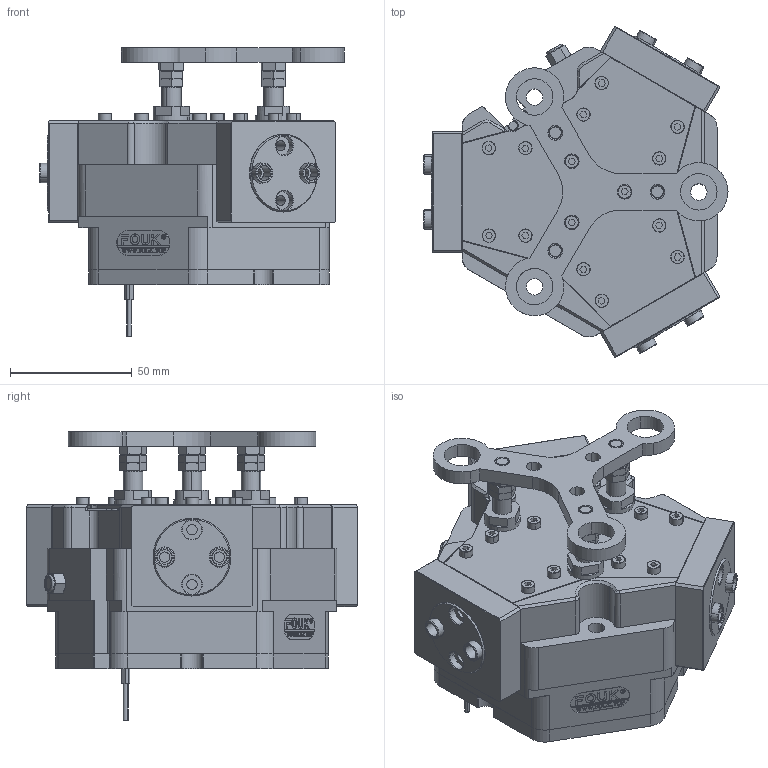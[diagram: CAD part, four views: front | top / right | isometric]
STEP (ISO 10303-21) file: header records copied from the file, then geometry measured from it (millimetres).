
FILE_DESCRIPTION (( 'STEP AP203' ), '1' );
FILE_NAME ('TZF70-C40.STEP', '2026-03-27T04:37:51', ( '' ), ( '' ), 'SwSTEP 2.0', 'SolidWorks 2018', '' );
FILE_SCHEMA (( 'CONFIG_CONTROL_DESIGN' ));
Length unit declared in the file: millimetre
Products named in the file (17): ﾏ擎ﾗ8｡ﾁ6｡ﾁ6; 内六角圆柱头螺钉[GBT70_1-2008][M3×8]; 内六角圆柱头螺钉[GBT70_1-2008][M4×12]; TRF45-01 忒硌薊极.step; 内六角沉头螺钉[GBT70_3-2008][M4×12×8]; FZ70-125-M-07 芢裝-1; TZF70-C40; 棠羲換覜ん; TZF70-01 褲极; FZ70-125-M-08 芢蹋啣-1; TZF70-03 奻葡裔啣; 坶踡蹟譫; FZ70-125-MX-05 菁裔啣; BSLMM5; 25x10-R5; 六角薄螺母_A级和B级[GBT6172_1-2000][M6]; TRF45-02 耜猾极.step
Assembly tree (57 placements, depth 2):
  TZF70-C40
    TZF70-01 褲极
    FZ70-125-MX-05 菁裔啣
    TRF45-01 忒硌薊极.step  x3
    TRF45-02 耜猾极.step  x3
    TZF70-03 奻葡裔啣
    内六角圆柱头螺钉[GBT70_1-2008][M3×8]  x15
    内六角圆柱头螺钉[GBT70_1-2008][M4×12]
    坶踡蹟譫  x3
    FZ70-125-M-07 芢裝-1  x3
    FZ70-125-M-08 芢蹋啣-1
    ﾏ擎ﾗ8｡ﾁ6｡ﾁ6  x6
    内六角沉头螺钉[GBT70_3-2008][M4×12×8]  x6
    棠羲換覜ん  x2
    25x10-R5
    BSLMM5
    六角薄螺母_A级和B级[GBT6172_1-2000][M6]  x9
Bounding box: 125 x 136.17 x 118.54 mm (x, y, z)
Volume: 571160.5 mm3; surface area: 147495.8 mm2
Topology: 57 solids, 57 shells, 2211 faces, 5406 edges, 3397 vertices
Faces by surface type: plane 919, cylinder 549, cone 508, bspline 155, torus 78, sphere 2
Entity records: 47496 total; most frequent: CARTESIAN_POINT 13488, ORIENTED_EDGE 6572, DIRECTION 6198, EDGE_CURVE 3286, VERTEX_POINT 2116, AXIS2_PLACEMENT_3D 2112, LINE 1974, VECTOR 1974
